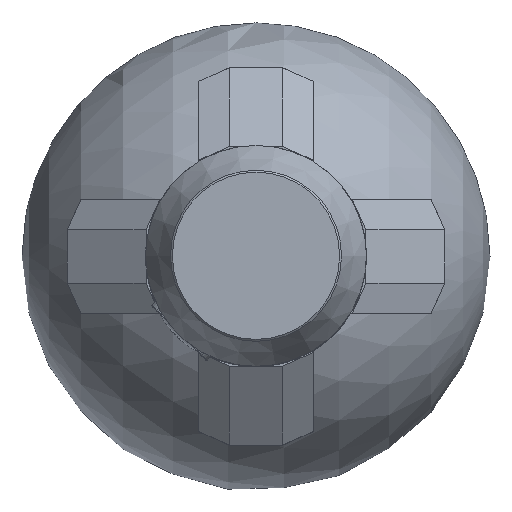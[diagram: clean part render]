
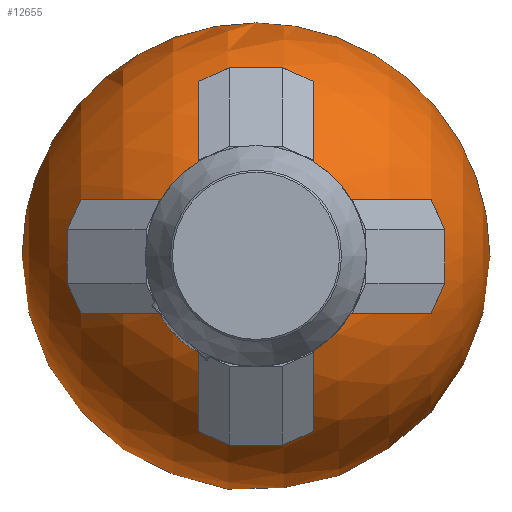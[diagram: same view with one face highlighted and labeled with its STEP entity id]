
A CAD part, top view. The second image highlights one B-rep face of the part: STEP entity #12655.
In plain terms, the highlighted spherical face has radius 250 mm.
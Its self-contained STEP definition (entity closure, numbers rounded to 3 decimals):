
#3357=FACE_OUTER_BOUND('',#4082,.T.);
#4082=EDGE_LOOP('',(#8910,#8911));
#5098=CIRCLE('',#13481,250.);
#5820=VERTEX_POINT('',#19007);
#5821=VERTEX_POINT('',#19008);
#7040=EDGE_CURVE('',#5820,#5821,#5098,.T.);
#8910=ORIENTED_EDGE('',*,*,#7040,.T.);
#8911=ORIENTED_EDGE('',*,*,#7040,.F.);
#12650=SPHERICAL_SURFACE('',#13480,250.);
#12655=ADVANCED_FACE('',(#3357),#12650,.T.);
#13480=AXIS2_PLACEMENT_3D('',#19006,#14965,#14966);
#13481=AXIS2_PLACEMENT_3D('',#19009,#14967,#14968);
#14965=DIRECTION('center_axis',(1.,0.,0.));
#14966=DIRECTION('ref_axis',(0.,-1.,0.));
#14967=DIRECTION('center_axis',(0.,0.,1.));
#14968=DIRECTION('ref_axis',(0.,1.,0.));
#19006=CARTESIAN_POINT('Origin',(0.,0.,-250.));
#19007=CARTESIAN_POINT('',(250.,0.,-250.));
#19008=CARTESIAN_POINT('',(-250.,0.,-250.));
#19009=CARTESIAN_POINT('Origin',(0.,0.,-250.));
